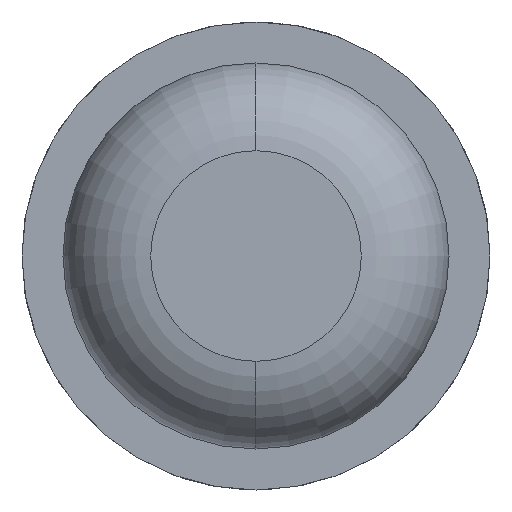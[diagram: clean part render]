
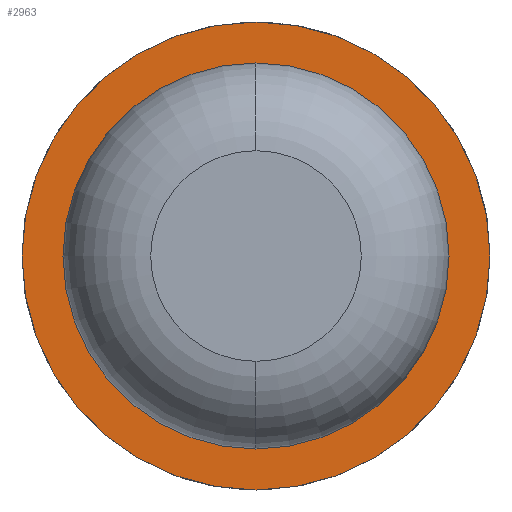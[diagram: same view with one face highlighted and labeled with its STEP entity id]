
A CAD part, front view. The second image highlights one B-rep face of the part: STEP entity #2963.
In plain terms, the highlighted planar face has unit normal (0, -1, 0).
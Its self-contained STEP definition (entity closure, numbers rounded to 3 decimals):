
#62 = DIRECTION ( 'NONE',  ( -1., 0., 0. ) ) ;
#68 = CARTESIAN_POINT ( 'NONE',  ( 0., -8., 0. ) ) ;
#517 = AXIS2_PLACEMENT_3D ( 'NONE', #1416, #3160, #3451 ) ;
#550 = AXIS2_PLACEMENT_3D ( 'NONE', #68, #1129, #1447 ) ;
#656 = EDGE_CURVE ( 'Defeature ausgef�hrt1_5+Defeature ausgef�hrt1_0+Defeature ausgef�hrt1_0+Defeature ausgef�hrt1_0', #738, #740, #2576, .T. ) ;
#657 = CARTESIAN_POINT ( 'NONE',  ( 0., -8., 0. ) ) ;
#738 = VERTEX_POINT ( 'NONE', #3113 ) ;
#740 = VERTEX_POINT ( 'NONE', #3412 ) ;
#762 = AXIS2_PLACEMENT_3D ( 'NONE', #934, #2965, #4399 ) ;
#934 = CARTESIAN_POINT ( 'NONE',  ( 0., -8., 0. ) ) ;
#974 = AXIS2_PLACEMENT_3D ( 'NONE', #657, #4101, #2116 ) ;
#1059 = CIRCLE ( 'NONE', #517, 1. ) ;
#1099 = ORIENTED_EDGE ( 'NONE', *, *, #1831, .F. ) ;
#1129 = DIRECTION ( 'NONE',  ( 0., 1., 0. ) ) ;
#1180 = VERTEX_POINT ( 'NONE', #2094 ) ;
#1369 = EDGE_LOOP ( 'NONE', ( #1099, #2796 ) ) ;
#1408 = DIRECTION ( 'NONE',  ( 0., 1., 0. ) ) ;
#1416 = CARTESIAN_POINT ( 'NONE',  ( 0., -8., 0. ) ) ;
#1440 = FACE_OUTER_BOUND ( 'NONE', #1369, .T. ) ;
#1447 = DIRECTION ( 'NONE',  ( -1., 0., 0. ) ) ;
#1831 = EDGE_CURVE ( 'Defeature ausgef�hrt1_6+Defeature ausgef�hrt1_5+Defeature ausgef�hrt1_5+Defeature ausgef�hrt1_5', #1180, #2098, #1059, .T. ) ;
#2094 = CARTESIAN_POINT ( 'NONE',  ( -1., -8., 0. ) ) ;
#2098 = VERTEX_POINT ( 'NONE', #2325 ) ;
#2116 = DIRECTION ( 'NONE',  ( -1., 0., 0. ) ) ;
#2153 = CIRCLE ( 'NONE', #550, 1. ) ;
#2235 = EDGE_CURVE ( 'Defeature ausgef�hrt1_5+Defeature ausgef�hrt1_0+Defeature ausgef�hrt1_0+Defeature ausgef�hrt1_0', #740, #738, #3701, .T. ) ;
#2325 = CARTESIAN_POINT ( 'NONE',  ( 1., -8., 0. ) ) ;
#2576 = CIRCLE ( 'NONE', #974, 0.825 ) ;
#2597 = AXIS2_PLACEMENT_3D ( 'NONE', #3824, #1408, #62 ) ;
#2796 = ORIENTED_EDGE ( 'NONE', *, *, #3348, .F. ) ;
#2963 = ADVANCED_FACE ( 'Defeature ausgef�hrt1_5', ( #1440, #4226 ), #3130, .F. ) ;
#2965 = DIRECTION ( 'NONE',  ( 0., 1., 0. ) ) ;
#3087 = ORIENTED_EDGE ( 'NONE', *, *, #656, .T. ) ;
#3113 = CARTESIAN_POINT ( 'NONE',  ( 0., -8., -0.825 ) ) ;
#3130 = PLANE ( 'NONE',  #2597 ) ;
#3160 = DIRECTION ( 'NONE',  ( 0., 1., 0. ) ) ;
#3348 = EDGE_CURVE ( 'Defeature ausgef�hrt1_6+Defeature ausgef�hrt1_5+Defeature ausgef�hrt1_5+Defeature ausgef�hrt1_5', #2098, #1180, #2153, .T. ) ;
#3384 = ORIENTED_EDGE ( 'NONE', *, *, #2235, .T. ) ;
#3412 = CARTESIAN_POINT ( 'NONE',  ( 0., -8., 0.825 ) ) ;
#3451 = DIRECTION ( 'NONE',  ( -1., 0., 0. ) ) ;
#3686 = EDGE_LOOP ( 'NONE', ( #3384, #3087 ) ) ;
#3701 = CIRCLE ( 'NONE', #762, 0.825 ) ;
#3824 = CARTESIAN_POINT ( 'NONE',  ( 0.825, -8., 0. ) ) ;
#4101 = DIRECTION ( 'NONE',  ( 0., 1., 0. ) ) ;
#4226 = FACE_BOUND ( 'NONE', #3686, .T. ) ;
#4399 = DIRECTION ( 'NONE',  ( -1., 0., 0. ) ) ;
